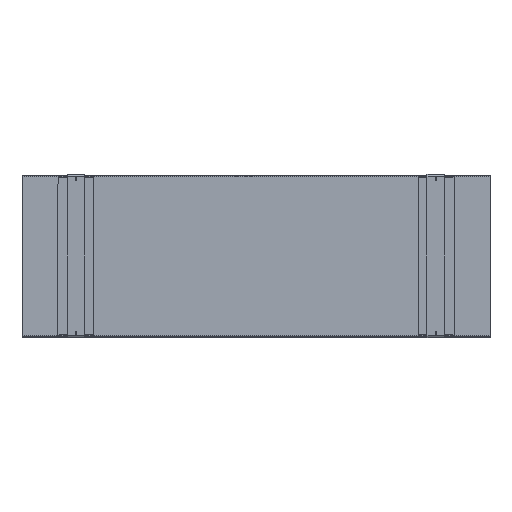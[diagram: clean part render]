
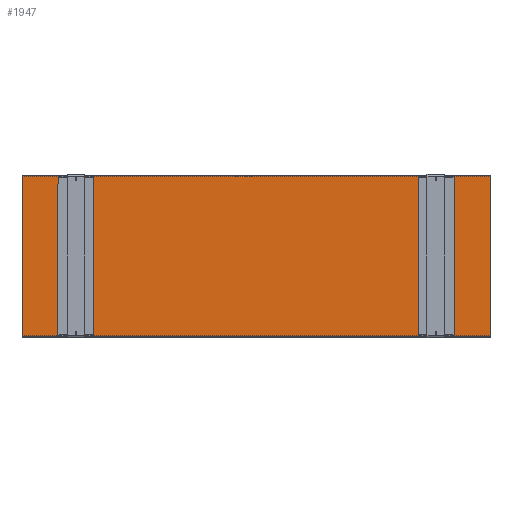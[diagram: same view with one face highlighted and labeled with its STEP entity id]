
A CAD part, front view. The second image highlights one B-rep face of the part: STEP entity #1947.
In plain terms, the highlighted planar face has unit normal (0, -1, 0).
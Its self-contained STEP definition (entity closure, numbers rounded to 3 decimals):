
#208 = ORIENTED_EDGE ( 'NONE', *, *, #4342, .F. ) ;
#335 = VERTEX_POINT ( 'NONE', #5771 ) ;
#1035 = VECTOR ( 'NONE', #1052, 1000. ) ;
#1052 = DIRECTION ( 'NONE',  ( 1., 0., 0. ) ) ;
#1225 = AXIS2_PLACEMENT_3D ( 'NONE', #6336, #7725, #11414 ) ;
#1612 = CARTESIAN_POINT ( 'NONE',  ( -1300., -4., 442. ) ) ;
#1800 = VECTOR ( 'NONE', #7255, 1000. ) ;
#1947 = ADVANCED_FACE ( 'NONE', ( #12723 ), #15343, .T. ) ;
#2128 = VERTEX_POINT ( 'NONE', #10659 ) ;
#2879 = ORIENTED_EDGE ( 'NONE', *, *, #14673, .F. ) ;
#3726 = LINE ( 'NONE', #7566, #7776 ) ;
#4287 = CARTESIAN_POINT ( 'NONE',  ( 1300., -4., -442. ) ) ;
#4342 = EDGE_CURVE ( 'NONE', #9143, #11811, #3726, .T. ) ;
#4803 = EDGE_CURVE ( 'NONE', #335, #9143, #8137, .T. ) ;
#4950 = CARTESIAN_POINT ( 'NONE',  ( -1300., -4., 442. ) ) ;
#5511 = ORIENTED_EDGE ( 'NONE', *, *, #4803, .F. ) ;
#5771 = CARTESIAN_POINT ( 'NONE',  ( 1300., -4., -442. ) ) ;
#5863 = EDGE_CURVE ( 'NONE', #2128, #335, #5885, .T. ) ;
#5885 = LINE ( 'NONE', #7093, #1800 ) ;
#6213 = VECTOR ( 'NONE', #14512, 1000. ) ;
#6336 = CARTESIAN_POINT ( 'NONE',  ( 0., -4., 0. ) ) ;
#7093 = CARTESIAN_POINT ( 'NONE',  ( 1300., -4., 450. ) ) ;
#7255 = DIRECTION ( 'NONE',  ( 0., 0., -1. ) ) ;
#7566 = CARTESIAN_POINT ( 'NONE',  ( -1300., -4., 450. ) ) ;
#7725 = DIRECTION ( 'NONE',  ( 0., -1., 0. ) ) ;
#7776 = VECTOR ( 'NONE', #8814, 1000. ) ;
#8137 = LINE ( 'NONE', #4287, #6213 ) ;
#8814 = DIRECTION ( 'NONE',  ( 0., 0., 1. ) ) ;
#9061 = LINE ( 'NONE', #1612, #1035 ) ;
#9143 = VERTEX_POINT ( 'NONE', #12710 ) ;
#10659 = CARTESIAN_POINT ( 'NONE',  ( 1300., -4., 442. ) ) ;
#11414 = DIRECTION ( 'NONE',  ( 0., 0., -1. ) ) ;
#11811 = VERTEX_POINT ( 'NONE', #4950 ) ;
#12710 = CARTESIAN_POINT ( 'NONE',  ( -1300., -4., -442. ) ) ;
#12723 = FACE_OUTER_BOUND ( 'NONE', #13618, .T. ) ;
#13618 = EDGE_LOOP ( 'NONE', ( #208, #5511, #15846, #2879 ) ) ;
#14512 = DIRECTION ( 'NONE',  ( -1., 0., 0. ) ) ;
#14673 = EDGE_CURVE ( 'NONE', #11811, #2128, #9061, .T. ) ;
#15343 = PLANE ( 'NONE',  #1225 ) ;
#15846 = ORIENTED_EDGE ( 'NONE', *, *, #5863, .F. ) ;
